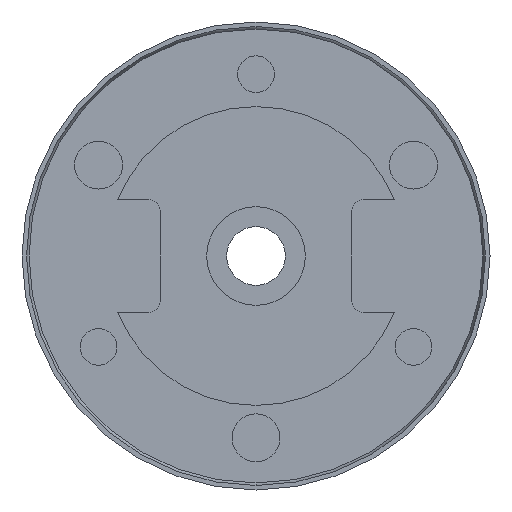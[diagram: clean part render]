
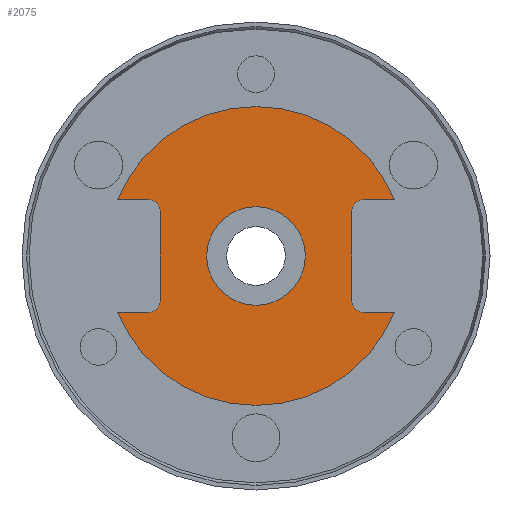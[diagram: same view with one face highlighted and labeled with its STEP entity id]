
A CAD part, front view. The second image highlights one B-rep face of the part: STEP entity #2075.
In plain terms, the highlighted planar face has unit normal (0, -1, 0).
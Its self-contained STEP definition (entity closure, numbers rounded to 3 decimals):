
#26 = CARTESIAN_POINT ( 'NONE',  ( 0., 1.5, 0. ) ) ;
#54 = CIRCLE ( 'NONE', #2468, 8.75 ) ;
#61 = DIRECTION ( 'NONE',  ( 0., 0., -1. ) ) ;
#82 = ORIENTED_EDGE ( 'NONE', *, *, #2636, .T. ) ;
#94 = CARTESIAN_POINT ( 'NONE',  ( -17., 1.5, 8. ) ) ;
#148 = CARTESIAN_POINT ( 'NONE',  ( -19., 1.5, -8. ) ) ;
#162 = ORIENTED_EDGE ( 'NONE', *, *, #3216, .T. ) ;
#169 = VERTEX_POINT ( 'NONE', #3218 ) ;
#207 = AXIS2_PLACEMENT_3D ( 'NONE', #1770, #2363, #443 ) ;
#275 = VERTEX_POINT ( 'NONE', #2020 ) ;
#293 = VERTEX_POINT ( 'NONE', #2838 ) ;
#355 = CARTESIAN_POINT ( 'NONE',  ( 24.541, 1.5, -10. ) ) ;
#372 = EDGE_LOOP ( 'NONE', ( #2195, #3366, #626, #162, #671, #635, #940, #2142, #1757, #3373, #1285, #2749, #1235 ) ) ;
#387 = CARTESIAN_POINT ( 'NONE',  ( -19., 1.5, 10. ) ) ;
#428 = DIRECTION ( 'NONE',  ( 0., 1., 0. ) ) ;
#443 = DIRECTION ( 'NONE',  ( 0., 0., -1. ) ) ;
#476 = EDGE_CURVE ( 'NONE', #705, #169, #2461, .T. ) ;
#513 = VECTOR ( 'NONE', #1444, 1000. ) ;
#518 = CARTESIAN_POINT ( 'NONE',  ( 0., 1.5, 0. ) ) ;
#538 = VERTEX_POINT ( 'NONE', #2388 ) ;
#575 = AXIS2_PLACEMENT_3D ( 'NONE', #26, #1335, #1874 ) ;
#580 = EDGE_CURVE ( 'NONE', #2267, #293, #891, .T. ) ;
#592 = CARTESIAN_POINT ( 'NONE',  ( 19., 1.5, 10. ) ) ;
#607 = VECTOR ( 'NONE', #61, 1000. ) ;
#626 = ORIENTED_EDGE ( 'NONE', *, *, #979, .T. ) ;
#635 = ORIENTED_EDGE ( 'NONE', *, *, #822, .T. ) ;
#657 = DIRECTION ( 'NONE',  ( 0., 0., 1. ) ) ;
#671 = ORIENTED_EDGE ( 'NONE', *, *, #580, .T. ) ;
#705 = VERTEX_POINT ( 'NONE', #1736 ) ;
#719 = CARTESIAN_POINT ( 'NONE',  ( 0., 1.5, -26.5 ) ) ;
#723 = VECTOR ( 'NONE', #2917, 1000. ) ;
#769 = CIRCLE ( 'NONE', #2667, 2. ) ;
#822 = EDGE_CURVE ( 'NONE', #293, #2320, #769, .T. ) ;
#832 = EDGE_CURVE ( 'NONE', #2512, #3211, #1956, .T. ) ;
#891 = LINE ( 'NONE', #3203, #3033 ) ;
#902 = VERTEX_POINT ( 'NONE', #355 ) ;
#930 = DIRECTION ( 'NONE',  ( 0., 1., 0. ) ) ;
#940 = ORIENTED_EDGE ( 'NONE', *, *, #2516, .T. ) ;
#976 = DIRECTION ( 'NONE',  ( 0., 0., -1. ) ) ;
#979 = EDGE_CURVE ( 'NONE', #902, #2138, #1658, .T. ) ;
#1105 = EDGE_CURVE ( 'NONE', #1554, #2512, #1822, .T. ) ;
#1114 = CARTESIAN_POINT ( 'NONE',  ( 0., 1.5, -8.75 ) ) ;
#1124 = ORIENTED_EDGE ( 'NONE', *, *, #3334, .T. ) ;
#1130 = DIRECTION ( 'NONE',  ( 0., 0., 1. ) ) ;
#1147 = CARTESIAN_POINT ( 'NONE',  ( 19., 1.5, -10. ) ) ;
#1168 = CIRCLE ( 'NONE', #3419, 2. ) ;
#1193 = EDGE_CURVE ( 'NONE', #2151, #902, #3361, .T. ) ;
#1235 = ORIENTED_EDGE ( 'NONE', *, *, #1299, .T. ) ;
#1246 = DIRECTION ( 'NONE',  ( 0., 0., -1. ) ) ;
#1259 = CARTESIAN_POINT ( 'NONE',  ( 19., 1.5, -8. ) ) ;
#1269 = CARTESIAN_POINT ( 'NONE',  ( 19., 1.5, -10. ) ) ;
#1285 = ORIENTED_EDGE ( 'NONE', *, *, #832, .T. ) ;
#1289 = DIRECTION ( 'NONE',  ( 0., -1., 0. ) ) ;
#1297 = DIRECTION ( 'NONE',  ( 0., 0., -1. ) ) ;
#1299 = EDGE_CURVE ( 'NONE', #275, #538, #3403, .T. ) ;
#1335 = DIRECTION ( 'NONE',  ( 0., 1., 0. ) ) ;
#1417 = AXIS2_PLACEMENT_3D ( 'NONE', #3105, #1545, #1246 ) ;
#1444 = DIRECTION ( 'NONE',  ( 1., 0., 0. ) ) ;
#1545 = DIRECTION ( 'NONE',  ( 0., -1., 0. ) ) ;
#1554 = VERTEX_POINT ( 'NONE', #387 ) ;
#1658 = LINE ( 'NONE', #1147, #2956 ) ;
#1699 = CARTESIAN_POINT ( 'NONE',  ( 19., 1.5, 8. ) ) ;
#1736 = CARTESIAN_POINT ( 'NONE',  ( 24.541, 1.5, 10. ) ) ;
#1738 = AXIS2_PLACEMENT_3D ( 'NONE', #2108, #1289, #3137 ) ;
#1757 = ORIENTED_EDGE ( 'NONE', *, *, #1844, .T. ) ;
#1770 = CARTESIAN_POINT ( 'NONE',  ( 0., 1.5, 0. ) ) ;
#1822 = CIRCLE ( 'NONE', #3317, 2. ) ;
#1826 = AXIS2_PLACEMENT_3D ( 'NONE', #148, #428, #657 ) ;
#1844 = EDGE_CURVE ( 'NONE', #169, #1554, #3401, .T. ) ;
#1849 = DIRECTION ( 'NONE',  ( 1., 0., 0. ) ) ;
#1855 = CARTESIAN_POINT ( 'NONE',  ( 17., 1.5, -8. ) ) ;
#1872 = DIRECTION ( 'NONE',  ( 0., 1., 0. ) ) ;
#1874 = DIRECTION ( 'NONE',  ( 0., 0., -1. ) ) ;
#1956 = LINE ( 'NONE', #2500, #607 ) ;
#2020 = CARTESIAN_POINT ( 'NONE',  ( -19., 1.5, -10. ) ) ;
#2027 = VECTOR ( 'NONE', #1849, 1000. ) ;
#2045 = CARTESIAN_POINT ( 'NONE',  ( 0., 1.5, 0. ) ) ;
#2075 = ADVANCED_FACE ( 'NONE', ( #2538, #2954 ), #3338, .T. ) ;
#2108 = CARTESIAN_POINT ( 'NONE',  ( 0., 1.5, 0. ) ) ;
#2110 = LINE ( 'NONE', #2794, #513 ) ;
#2131 = EDGE_CURVE ( 'NONE', #538, #2151, #2712, .T. ) ;
#2138 = VERTEX_POINT ( 'NONE', #1269 ) ;
#2142 = ORIENTED_EDGE ( 'NONE', *, *, #476, .T. ) ;
#2151 = VERTEX_POINT ( 'NONE', #719 ) ;
#2157 = DIRECTION ( 'NONE',  ( 0., 0., -1. ) ) ;
#2168 = CARTESIAN_POINT ( 'NONE',  ( -19., 1.5, 8. ) ) ;
#2188 = AXIS2_PLACEMENT_3D ( 'NONE', #518, #3193, #1297 ) ;
#2195 = ORIENTED_EDGE ( 'NONE', *, *, #2131, .T. ) ;
#2267 = VERTEX_POINT ( 'NONE', #1855 ) ;
#2301 = DIRECTION ( 'NONE',  ( 0., 0., -1. ) ) ;
#2320 = VERTEX_POINT ( 'NONE', #592 ) ;
#2342 = VERTEX_POINT ( 'NONE', #1114 ) ;
#2363 = DIRECTION ( 'NONE',  ( 0., -1., 0. ) ) ;
#2374 = CARTESIAN_POINT ( 'NONE',  ( -24.541, 1.5, -10. ) ) ;
#2388 = CARTESIAN_POINT ( 'NONE',  ( -24.541, 1.5, -10. ) ) ;
#2405 = EDGE_LOOP ( 'NONE', ( #82, #1124 ) ) ;
#2434 = CARTESIAN_POINT ( 'NONE',  ( 0., 1.5, 8.75 ) ) ;
#2461 = CIRCLE ( 'NONE', #2188, 26.5 ) ;
#2468 = AXIS2_PLACEMENT_3D ( 'NONE', #2045, #930, #2301 ) ;
#2500 = CARTESIAN_POINT ( 'NONE',  ( -17., 1.5, 8. ) ) ;
#2512 = VERTEX_POINT ( 'NONE', #94 ) ;
#2516 = EDGE_CURVE ( 'NONE', #2320, #705, #2110, .T. ) ;
#2535 = EDGE_CURVE ( 'NONE', #3211, #275, #3311, .T. ) ;
#2538 = FACE_OUTER_BOUND ( 'NONE', #372, .T. ) ;
#2636 = EDGE_CURVE ( 'NONE', #2342, #3383, #54, .T. ) ;
#2649 = CARTESIAN_POINT ( 'NONE',  ( -17., 1.5, -8. ) ) ;
#2667 = AXIS2_PLACEMENT_3D ( 'NONE', #1699, #3014, #1130 ) ;
#2697 = DIRECTION ( 'NONE',  ( 0., 0., 1. ) ) ;
#2712 = CIRCLE ( 'NONE', #207, 26.5 ) ;
#2749 = ORIENTED_EDGE ( 'NONE', *, *, #2535, .T. ) ;
#2794 = CARTESIAN_POINT ( 'NONE',  ( 19., 1.5, 10. ) ) ;
#2816 = CIRCLE ( 'NONE', #575, 8.75 ) ;
#2838 = CARTESIAN_POINT ( 'NONE',  ( 17., 1.5, 8. ) ) ;
#2917 = DIRECTION ( 'NONE',  ( -1., 0., 0. ) ) ;
#2954 = FACE_BOUND ( 'NONE', #2405, .T. ) ;
#2956 = VECTOR ( 'NONE', #3029, 1000. ) ;
#3014 = DIRECTION ( 'NONE',  ( 0., 1., 0. ) ) ;
#3029 = DIRECTION ( 'NONE',  ( -1., 0., 0. ) ) ;
#3033 = VECTOR ( 'NONE', #2697, 1000. ) ;
#3105 = CARTESIAN_POINT ( 'NONE',  ( 0., 1.5, 0. ) ) ;
#3137 = DIRECTION ( 'NONE',  ( 0., 0., -1. ) ) ;
#3171 = DIRECTION ( 'NONE',  ( 0., 1., 0. ) ) ;
#3193 = DIRECTION ( 'NONE',  ( 0., -1., 0. ) ) ;
#3203 = CARTESIAN_POINT ( 'NONE',  ( 17., 1.5, 8. ) ) ;
#3211 = VERTEX_POINT ( 'NONE', #2649 ) ;
#3216 = EDGE_CURVE ( 'NONE', #2138, #2267, #1168, .T. ) ;
#3218 = CARTESIAN_POINT ( 'NONE',  ( -24.541, 1.5, 10. ) ) ;
#3311 = CIRCLE ( 'NONE', #1826, 2. ) ;
#3317 = AXIS2_PLACEMENT_3D ( 'NONE', #2168, #1872, #2157 ) ;
#3334 = EDGE_CURVE ( 'NONE', #3383, #2342, #2816, .T. ) ;
#3338 = PLANE ( 'NONE',  #1417 ) ;
#3361 = CIRCLE ( 'NONE', #1738, 26.5 ) ;
#3366 = ORIENTED_EDGE ( 'NONE', *, *, #1193, .T. ) ;
#3373 = ORIENTED_EDGE ( 'NONE', *, *, #1105, .T. ) ;
#3383 = VERTEX_POINT ( 'NONE', #2434 ) ;
#3401 = LINE ( 'NONE', #3445, #2027 ) ;
#3403 = LINE ( 'NONE', #2374, #723 ) ;
#3419 = AXIS2_PLACEMENT_3D ( 'NONE', #1259, #3171, #976 ) ;
#3445 = CARTESIAN_POINT ( 'NONE',  ( -24.541, 1.5, 10. ) ) ;
